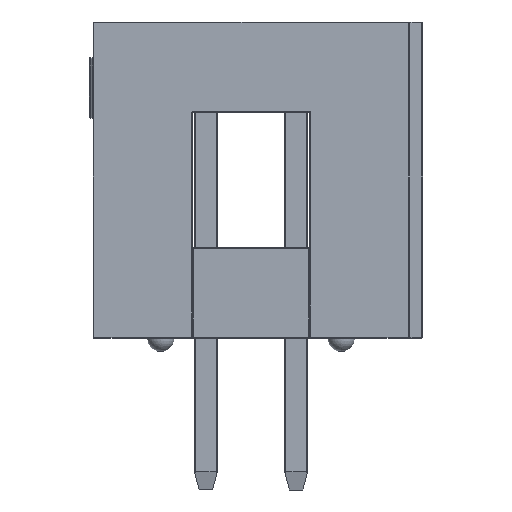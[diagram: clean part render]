
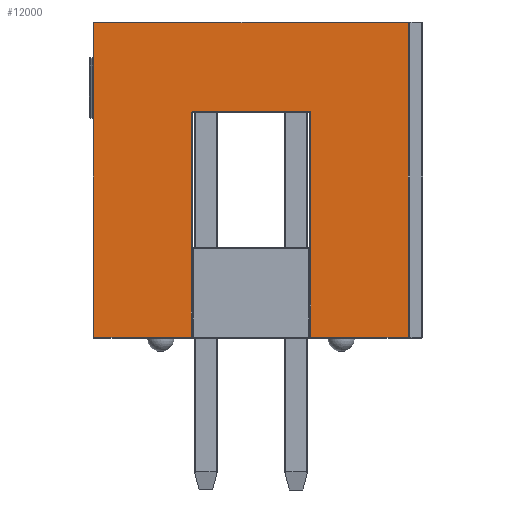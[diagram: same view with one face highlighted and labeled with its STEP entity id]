
A CAD part, left-side view. The second image highlights one B-rep face of the part: STEP entity #12000.
In plain terms, the highlighted planar face has unit normal (-1, 0, 0).
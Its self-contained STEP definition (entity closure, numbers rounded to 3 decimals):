
#866=CIRCLE('',#12821,0.051);
#1008=PLANE('',#12983);
#1592=FACE_OUTER_BOUND('',#2315,.T.);
#2315=EDGE_LOOP('',(#9532,#9533,#9534,#9535,#9536,#9537,#9538,#9539,#9540));
#2907=LINE('',#17493,#4196);
#2924=LINE('',#17719,#4213);
#2928=LINE('',#17743,#4217);
#2959=LINE('',#17895,#4248);
#2961=LINE('',#17898,#4250);
#2966=LINE('',#17906,#4255);
#2969=LINE('',#17910,#4258);
#3021=LINE('',#17988,#4310);
#4196=VECTOR('',#14052,10.);
#4213=VECTOR('',#14201,10.);
#4217=VECTOR('',#14229,10.);
#4248=VECTOR('',#14410,10.);
#4250=VECTOR('',#14414,10.);
#4255=VECTOR('',#14425,10.);
#4258=VECTOR('',#14430,10.);
#4310=VECTOR('',#14534,10.);
#5569=VERTEX_POINT('',#17133);
#5606=VERTEX_POINT('',#17350);
#5625=VERTEX_POINT('',#17492);
#5670=VERTEX_POINT('',#17712);
#5679=VERTEX_POINT('',#17737);
#5680=VERTEX_POINT('',#17739);
#5705=VERTEX_POINT('',#17811);
#5706=VERTEX_POINT('',#17815);
#5719=VERTEX_POINT('',#17859);
#6786=EDGE_CURVE('',#5569,#5625,#2907,.T.);
#6851=EDGE_CURVE('',#5670,#5606,#2924,.T.);
#6861=EDGE_CURVE('',#5679,#5680,#866,.T.);
#6863=EDGE_CURVE('',#5625,#5679,#2928,.T.);
#6940=EDGE_CURVE('',#5706,#5719,#2959,.T.);
#6942=EDGE_CURVE('',#5719,#5705,#2961,.T.);
#6947=EDGE_CURVE('',#5680,#5706,#2966,.T.);
#6950=EDGE_CURVE('',#5705,#5670,#2969,.T.);
#7002=EDGE_CURVE('',#5606,#5569,#3021,.T.);
#9532=ORIENTED_EDGE('',*,*,#6940,.F.);
#9533=ORIENTED_EDGE('',*,*,#6947,.F.);
#9534=ORIENTED_EDGE('',*,*,#6861,.F.);
#9535=ORIENTED_EDGE('',*,*,#6863,.F.);
#9536=ORIENTED_EDGE('',*,*,#6786,.F.);
#9537=ORIENTED_EDGE('',*,*,#7002,.F.);
#9538=ORIENTED_EDGE('',*,*,#6851,.F.);
#9539=ORIENTED_EDGE('',*,*,#6950,.F.);
#9540=ORIENTED_EDGE('',*,*,#6942,.F.);
#12000=ADVANCED_FACE('',(#1592),#1008,.T.);
#12821=AXIS2_PLACEMENT_3D('',#17740,#14223,#14224);
#12983=AXIS2_PLACEMENT_3D('',#18626,#14959,#14960);
#14052=DIRECTION('',(0.,0.,1.));
#14201=DIRECTION('',(0.,0.,-1.));
#14223=DIRECTION('center_axis',(-1.,0.,0.));
#14224=DIRECTION('ref_axis',(0.,0.707,0.707));
#14229=DIRECTION('',(0.,1.,0.));
#14410=DIRECTION('',(0.,1.,0.));
#14414=DIRECTION('',(0.,0.,1.));
#14425=DIRECTION('',(0.,0.,-1.));
#14430=DIRECTION('',(0.,-1.,0.));
#14534=DIRECTION('',(0.,1.,0.));
#14959=DIRECTION('center_axis',(-1.,0.,0.));
#14960=DIRECTION('ref_axis',(0.,-1.,0.));
#17133=CARTESIAN_POINT('',(-43.815,-1.676,0.025));
#17350=CARTESIAN_POINT('',(-43.815,-4.42,0.025));
#17492=CARTESIAN_POINT('',(-43.815,-1.676,6.375));
#17493=CARTESIAN_POINT('',(-43.815,-1.676,3.175));
#17712=CARTESIAN_POINT('',(-43.815,-4.42,8.865));
#17719=CARTESIAN_POINT('',(-43.815,-4.42,0.));
#17737=CARTESIAN_POINT('',(-43.815,1.626,6.375));
#17739=CARTESIAN_POINT('',(-43.815,1.676,6.325));
#17740=CARTESIAN_POINT('Origin',(-43.815,1.626,6.325));
#17743=CARTESIAN_POINT('',(-43.815,3.048,6.375));
#17811=CARTESIAN_POINT('',(-43.815,4.42,8.865));
#17815=CARTESIAN_POINT('',(-43.815,1.676,0.025));
#17859=CARTESIAN_POINT('',(-43.815,4.42,0.025));
#17895=CARTESIAN_POINT('',(-43.815,2.223,0.025));
#17898=CARTESIAN_POINT('',(-43.815,4.42,0.));
#17906=CARTESIAN_POINT('',(-43.815,1.676,0.));
#17910=CARTESIAN_POINT('',(-43.815,2.223,8.865));
#17988=CARTESIAN_POINT('',(-43.815,2.223,0.025));
#18626=CARTESIAN_POINT('Origin',(-43.815,4.445,0.));
